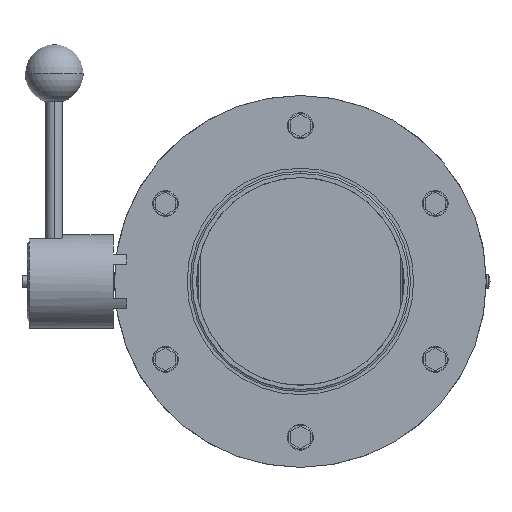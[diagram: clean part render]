
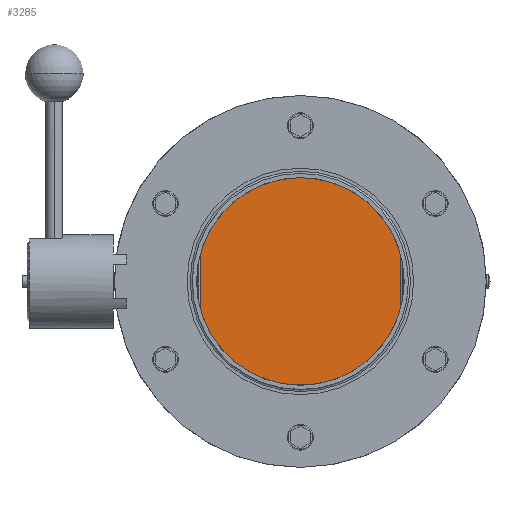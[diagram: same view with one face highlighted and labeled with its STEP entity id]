
A CAD part, left-side view. The second image highlights one B-rep face of the part: STEP entity #3285.
In plain terms, the highlighted planar face has unit normal (-1, 0, 0).
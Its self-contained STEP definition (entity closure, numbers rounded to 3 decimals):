
#84 = FACE_OUTER_BOUND ( 'NONE', #3927, .T. ) ;
#539 = CARTESIAN_POINT ( 'NONE',  ( -0.8, 48.202, -89.5 ) ) ;
#689 = ORIENTED_EDGE ( 'NONE', *, *, #2674, .F. ) ;
#949 = DIRECTION ( 'NONE',  ( 1., 0., 0. ) ) ;
#1354 = VERTEX_POINT ( 'NONE', #2277 ) ;
#1603 = DIRECTION ( 'NONE',  ( 0., 1., 0. ) ) ;
#1705 = CARTESIAN_POINT ( 'NONE',  ( -0.8, 0., 0. ) ) ;
#1987 = AXIS2_PLACEMENT_3D ( 'NONE', #1705, #2281, #3668 ) ;
#2183 = VECTOR ( 'NONE', #6853, 1000. ) ;
#2277 = CARTESIAN_POINT ( 'NONE',  ( -0.8, -48.202, -13.262 ) ) ;
#2281 = DIRECTION ( 'NONE',  ( 1., 0., 0. ) ) ;
#2390 = DIRECTION ( 'NONE',  ( 0., 0., 1. ) ) ;
#2674 = EDGE_CURVE ( 'NONE', #4759, #7497, #5034, .T. ) ;
#3285 = ADVANCED_FACE ( 'NONE', ( #84 ), #4958, .F. ) ;
#3410 = ORIENTED_EDGE ( 'NONE', *, *, #5647, .T. ) ;
#3668 = DIRECTION ( 'NONE',  ( 0., 1., 0. ) ) ;
#3721 = DIRECTION ( 'NONE',  ( 0., 1., 0. ) ) ;
#3728 = VECTOR ( 'NONE', #2390, 1000. ) ;
#3825 = CARTESIAN_POINT ( 'NONE',  ( -0.8, 48.202, -13.262 ) ) ;
#3927 = EDGE_LOOP ( 'NONE', ( #6563, #5547, #3410, #689 ) ) ;
#4515 = EDGE_CURVE ( 'NONE', #1354, #7479, #5535, .T. ) ;
#4557 = CARTESIAN_POINT ( 'NONE',  ( -0.8, 0., 0. ) ) ;
#4759 = VERTEX_POINT ( 'NONE', #6952 ) ;
#4958 = PLANE ( 'NONE',  #7321 ) ;
#5034 = CIRCLE ( 'NONE', #1987, 49.994 ) ;
#5053 = DIRECTION ( 'NONE',  ( 1., 0., 0. ) ) ;
#5249 = EDGE_CURVE ( 'NONE', #7479, #4759, #6007, .T. ) ;
#5535 = CIRCLE ( 'NONE', #7043, 49.994 ) ;
#5547 = ORIENTED_EDGE ( 'NONE', *, *, #4515, .F. ) ;
#5647 = EDGE_CURVE ( 'NONE', #1354, #7497, #6935, .T. ) ;
#5695 = CARTESIAN_POINT ( 'NONE',  ( -0.8, -48.202, -89.5 ) ) ;
#6007 = LINE ( 'NONE', #539, #3728 ) ;
#6439 = CARTESIAN_POINT ( 'NONE',  ( -0.8, -48.202, 13.262 ) ) ;
#6563 = ORIENTED_EDGE ( 'NONE', *, *, #5249, .F. ) ;
#6853 = DIRECTION ( 'NONE',  ( 0., 0., 1. ) ) ;
#6922 = CARTESIAN_POINT ( 'NONE',  ( -0.8, 48.202, -89.5 ) ) ;
#6935 = LINE ( 'NONE', #5695, #2183 ) ;
#6952 = CARTESIAN_POINT ( 'NONE',  ( -0.8, 48.202, 13.262 ) ) ;
#7043 = AXIS2_PLACEMENT_3D ( 'NONE', #4557, #949, #1603 ) ;
#7321 = AXIS2_PLACEMENT_3D ( 'NONE', #6922, #5053, #3721 ) ;
#7479 = VERTEX_POINT ( 'NONE', #3825 ) ;
#7497 = VERTEX_POINT ( 'NONE', #6439 ) ;
